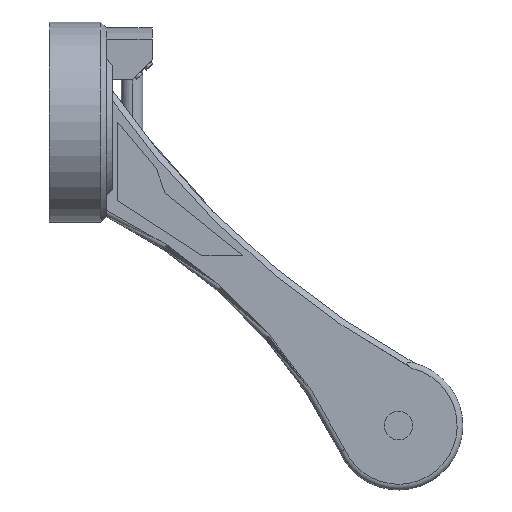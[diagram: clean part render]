
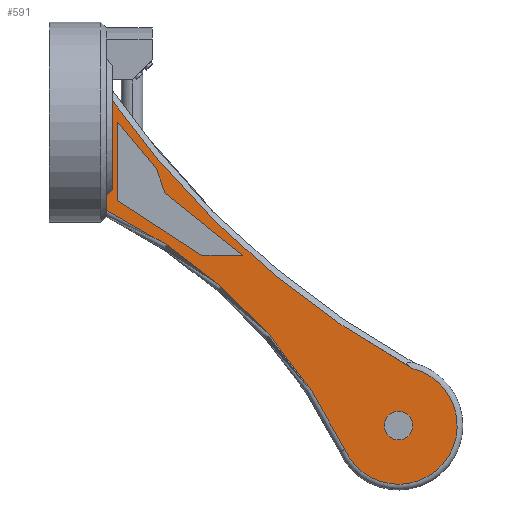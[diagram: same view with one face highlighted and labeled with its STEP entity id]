
A CAD part, left-side view. The second image highlights one B-rep face of the part: STEP entity #591.
In plain terms, the highlighted planar face has unit normal (-1, 0, 0).
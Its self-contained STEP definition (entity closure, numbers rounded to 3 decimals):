
#24 = VERTEX_POINT ( 'NONE', #2358 ) ;
#72 = ORIENTED_EDGE ( 'NONE', *, *, #1001, .T. ) ;
#84 = CARTESIAN_POINT ( 'NONE',  ( -9., 191.407, 279.975 ) ) ;
#116 = VECTOR ( 'NONE', #1280, 1000. ) ;
#162 = VECTOR ( 'NONE', #1150, 1000. ) ;
#190 = CARTESIAN_POINT ( 'NONE',  ( -9., 191.407, 23.991 ) ) ;
#251 = CARTESIAN_POINT ( 'NONE',  ( -9., -57.102, 80.739 ) ) ;
#261 = FACE_BOUND ( 'NONE', #527, .T. ) ;
#263 = EDGE_CURVE ( 'NONE', #1437, #3467, #3812, .T. ) ;
#279 = EDGE_CURVE ( 'NONE', #2705, #3830, #1682, .T. ) ;
#384 = LINE ( 'NONE', #2236, #1784 ) ;
#386 = CARTESIAN_POINT ( 'NONE',  ( -9., -24.912, 20.668 ) ) ;
#389 = CARTESIAN_POINT ( 'NONE',  ( -9., -79.136, 103.27 ) ) ;
#426 = VECTOR ( 'NONE', #2307, 1000. ) ;
#469 = CARTESIAN_POINT ( 'NONE',  ( -9., 191.407, 22. ) ) ;
#478 = VECTOR ( 'NONE', #3528, 1000. ) ;
#527 = EDGE_LOOP ( 'NONE', ( #3758, #72, #867, #1325, #2439, #2125 ) ) ;
#530 = CARTESIAN_POINT ( 'NONE',  ( -9., -16.252, 37.449 ) ) ;
#559 = ORIENTED_EDGE ( 'NONE', *, *, #1418, .F. ) ;
#591 = ADVANCED_FACE ( 'NONE', ( #261, #1500, #1265 ), #2201, .F. ) ;
#596 = EDGE_CURVE ( 'NONE', #3467, #3636, #3714, .T. ) ;
#600 = AXIS2_PLACEMENT_3D ( 'NONE', #84, #3790, #2294 ) ;
#604 = CARTESIAN_POINT ( 'NONE',  ( -9., -27.355, 23.991 ) ) ;
#644 = CARTESIAN_POINT ( 'NONE',  ( -9., -13.325, 22. ) ) ;
#692 = CARTESIAN_POINT ( 'NONE',  ( -9., -24.86, 40.523 ) ) ;
#694 = DIRECTION ( 'NONE',  ( -1., 0., 0. ) ) ;
#696 = CARTESIAN_POINT ( 'NONE',  ( -9., -13.325, 22. ) ) ;
#744 = EDGE_CURVE ( 'NONE', #1732, #3831, #1374, .T. ) ;
#775 = ORIENTED_EDGE ( 'NONE', *, *, #744, .T. ) ;
#800 = VECTOR ( 'NONE', #3719, 1000. ) ;
#867 = ORIENTED_EDGE ( 'NONE', *, *, #2046, .T. ) ;
#886 = CARTESIAN_POINT ( 'NONE',  ( -9., -30.774, 20. ) ) ;
#932 = ORIENTED_EDGE ( 'NONE', *, *, #2725, .T. ) ;
#943 = VERTEX_POINT ( 'NONE', #2179 ) ;
#969 = CARTESIAN_POINT ( 'NONE',  ( -9., -86.097, 127.051 ) ) ;
#978 = DIRECTION ( 'NONE',  ( 0., 1., 0. ) ) ;
#980 = DIRECTION ( 'NONE',  ( 0., 1., 0. ) ) ;
#1001 = EDGE_CURVE ( 'NONE', #1477, #1345, #2197, .T. ) ;
#1027 = CARTESIAN_POINT ( 'NONE',  ( -9., -25.62, 20. ) ) ;
#1045 = AXIS2_PLACEMENT_3D ( 'NONE', #1071, #2918, #3468 ) ;
#1071 = CARTESIAN_POINT ( 'NONE',  ( -9., -105.963, 121.994 ) ) ;
#1115 = EDGE_CURVE ( 'NONE', #1975, #2628, #1612, .T. ) ;
#1139 = EDGE_CURVE ( 'NONE', #24, #3350, #2272, .T. ) ;
#1150 = DIRECTION ( 'NONE',  ( 0., 1., 0. ) ) ;
#1215 = VERTEX_POINT ( 'NONE', #2279 ) ;
#1265 = FACE_OUTER_BOUND ( 'NONE', #1333, .T. ) ;
#1280 = DIRECTION ( 'NONE',  ( 0., -0.77, 0.638 ) ) ;
#1288 = CARTESIAN_POINT ( 'NONE',  ( -9., 0., 23.991 ) ) ;
#1325 = ORIENTED_EDGE ( 'NONE', *, *, #1115, .T. ) ;
#1333 = EDGE_LOOP ( 'NONE', ( #3158, #2492, #775, #2511, #559, #932, #3838, #1705 ) ) ;
#1345 = VERTEX_POINT ( 'NONE', #530 ) ;
#1374 = CIRCLE ( 'NONE', #2905, 20.5 ) ;
#1408 = CARTESIAN_POINT ( 'NONE',  ( -9., -46.52, 67.539 ) ) ;
#1414 = CARTESIAN_POINT ( 'NONE',  ( -9., -110.963, 121.994 ) ) ;
#1418 = EDGE_CURVE ( 'NONE', #943, #1215, #2165, .T. ) ;
#1437 = VERTEX_POINT ( 'NONE', #696 ) ;
#1467 = CARTESIAN_POINT ( 'NONE',  ( -9., -46.52, 279.975 ) ) ;
#1477 = VERTEX_POINT ( 'NONE', #1288 ) ;
#1500 = FACE_BOUND ( 'NONE', #2778, .T. ) ;
#1552 = LINE ( 'NONE', #644, #800 ) ;
#1578 = EDGE_CURVE ( 'NONE', #3831, #1215, #3937, .T. ) ;
#1584 = DIRECTION ( 'NONE',  ( 1., 0., 0. ) ) ;
#1610 = EDGE_CURVE ( 'NONE', #3350, #24, #3352, .T. ) ;
#1612 = LINE ( 'NONE', #251, #1959 ) ;
#1682 = LINE ( 'NONE', #389, #2115 ) ;
#1705 = ORIENTED_EDGE ( 'NONE', *, *, #596, .T. ) ;
#1715 = DIRECTION ( 'NONE',  ( 0., 1., 0. ) ) ;
#1732 = VERTEX_POINT ( 'NONE', #2637 ) ;
#1766 = AXIS2_PLACEMENT_3D ( 'NONE', #3718, #2171, #3309 ) ;
#1784 = VECTOR ( 'NONE', #3804, 1000. ) ;
#1803 = CARTESIAN_POINT ( 'NONE',  ( -9., -23.49, 22. ) ) ;
#1903 = CARTESIAN_POINT ( 'NONE',  ( -9., -12.203, 34.096 ) ) ;
#1926 = CARTESIAN_POINT ( 'NONE',  ( -9., -24.202, 21.335 ) ) ;
#1947 = DIRECTION ( 'NONE',  ( 0., -1., 0. ) ) ;
#1959 = VECTOR ( 'NONE', #3453, 1000. ) ;
#1975 = VERTEX_POINT ( 'NONE', #692 ) ;
#2046 = EDGE_CURVE ( 'NONE', #1345, #1975, #384, .T. ) ;
#2090 = ORIENTED_EDGE ( 'NONE', *, *, #1610, .F. ) ;
#2115 = VECTOR ( 'NONE', #2242, 1000. ) ;
#2125 = ORIENTED_EDGE ( 'NONE', *, *, #279, .T. ) ;
#2165 = LINE ( 'NONE', #3430, #2979 ) ;
#2171 = DIRECTION ( 'NONE',  ( -1., 0., 0. ) ) ;
#2179 = CARTESIAN_POINT ( 'NONE',  ( -9., -13.325, 20. ) ) ;
#2186 = EDGE_CURVE ( 'NONE', #3830, #1477, #3011, .T. ) ;
#2190 = CARTESIAN_POINT ( 'NONE',  ( -9., -46.52, 53.333 ) ) ;
#2197 = LINE ( 'NONE', #1903, #116 ) ;
#2201 = PLANE ( 'NONE',  #3094 ) ;
#2236 = CARTESIAN_POINT ( 'NONE',  ( -9., 91.1, -0.891 ) ) ;
#2242 = DIRECTION ( 'NONE',  ( 0., 0.547, -0.837 ) ) ;
#2272 = CIRCLE ( 'NONE', #1766, 5. ) ;
#2279 = CARTESIAN_POINT ( 'NONE',  ( -9., 10.279, 20. ) ) ;
#2294 = DIRECTION ( 'NONE',  ( 0., 1., 0. ) ) ;
#2296 = VECTOR ( 'NONE', #1947, 1000. ) ;
#2307 = DIRECTION ( 'NONE',  ( 0., 1., 0. ) ) ;
#2358 = CARTESIAN_POINT ( 'NONE',  ( -9., -100.963, 121.994 ) ) ;
#2439 = ORIENTED_EDGE ( 'NONE', *, *, #2583, .T. ) ;
#2492 = ORIENTED_EDGE ( 'NONE', *, *, #3443, .T. ) ;
#2511 = ORIENTED_EDGE ( 'NONE', *, *, #1578, .T. ) ;
#2583 = EDGE_CURVE ( 'NONE', #2628, #2705, #2942, .T. ) ;
#2628 = VERTEX_POINT ( 'NONE', #1408 ) ;
#2637 = CARTESIAN_POINT ( 'NONE',  ( -9., -114.262, 103.249 ) ) ;
#2689 = VERTEX_POINT ( 'NONE', #886 ) ;
#2705 = VERTEX_POINT ( 'NONE', #2190 ) ;
#2713 = DIRECTION ( 'NONE',  ( 0., 1., 0. ) ) ;
#2725 = EDGE_CURVE ( 'NONE', #943, #1437, #1552, .T. ) ;
#2778 = EDGE_LOOP ( 'NONE', ( #3494, #2090 ) ) ;
#2861 = CARTESIAN_POINT ( 'NONE',  ( -9., -25.62, 20. ) ) ;
#2905 = AXIS2_PLACEMENT_3D ( 'NONE', #3447, #694, #1715 ) ;
#2918 = DIRECTION ( 'NONE',  ( -1., 0., 0. ) ) ;
#2942 = LINE ( 'NONE', #1467, #478 ) ;
#2979 = VECTOR ( 'NONE', #980, 1000. ) ;
#2989 = CARTESIAN_POINT ( 'NONE',  ( -9., -192.088, -58.289 ) ) ;
#3011 = LINE ( 'NONE', #190, #426 ) ;
#3032 = CARTESIAN_POINT ( 'NONE',  ( -9., -23.49, 22. ) ) ;
#3094 = AXIS2_PLACEMENT_3D ( 'NONE', #3409, #1584, #978 ) ;
#3158 = ORIENTED_EDGE ( 'NONE', *, *, #3385, .F. ) ;
#3290 = CARTESIAN_POINT ( 'NONE',  ( -9., -33., 20. ) ) ;
#3309 = DIRECTION ( 'NONE',  ( 0., 1., 0. ) ) ;
#3312 = DIRECTION ( 'NONE',  ( 1., 0., 0. ) ) ;
#3350 = VERTEX_POINT ( 'NONE', #1414 ) ;
#3352 = CIRCLE ( 'NONE', #1045, 5. ) ;
#3385 = EDGE_CURVE ( 'NONE', #2689, #3636, #3557, .T. ) ;
#3409 = CARTESIAN_POINT ( 'NONE',  ( -9., 191.407, 279.975 ) ) ;
#3430 = CARTESIAN_POINT ( 'NONE',  ( -9., -33., 20. ) ) ;
#3443 = EDGE_CURVE ( 'NONE', #2689, #1732, #3504, .T. ) ;
#3447 = CARTESIAN_POINT ( 'NONE',  ( -9., -105.963, 121.994 ) ) ;
#3453 = DIRECTION ( 'NONE',  ( 0., -0.626, 0.78 ) ) ;
#3467 = VERTEX_POINT ( 'NONE', #3032 ) ;
#3468 = DIRECTION ( 'NONE',  ( 0., 1., 0. ) ) ;
#3494 = ORIENTED_EDGE ( 'NONE', *, *, #1139, .F. ) ;
#3504 = CIRCLE ( 'NONE', #3769, 179.308 ) ;
#3528 = DIRECTION ( 'NONE',  ( 0., 0., -1. ) ) ;
#3557 = LINE ( 'NONE', #3290, #162 ) ;
#3636 = VERTEX_POINT ( 'NONE', #1027 ) ;
#3714 = B_SPLINE_CURVE_WITH_KNOTS ( 'NONE', 3,
 ( #1803, #1926, #386, #2861 ),
 .UNSPECIFIED., .F., .F.,
 ( 4, 4 ),
 ( 0., 0.003 ),
 .UNSPECIFIED. ) ;
#3718 = CARTESIAN_POINT ( 'NONE',  ( -9., -105.963, 121.994 ) ) ;
#3719 = DIRECTION ( 'NONE',  ( 0., 0., 1. ) ) ;
#3758 = ORIENTED_EDGE ( 'NONE', *, *, #2186, .T. ) ;
#3769 = AXIS2_PLACEMENT_3D ( 'NONE', #2989, #3312, #2713 ) ;
#3790 = DIRECTION ( 'NONE',  ( 1., 0., 0. ) ) ;
#3804 = DIRECTION ( 'NONE',  ( 0., -0.942, 0.336 ) ) ;
#3812 = LINE ( 'NONE', #469, #2296 ) ;
#3830 = VERTEX_POINT ( 'NONE', #604 ) ;
#3831 = VERTEX_POINT ( 'NONE', #969 ) ;
#3838 = ORIENTED_EDGE ( 'NONE', *, *, #263, .T. ) ;
#3937 = CIRCLE ( 'NONE', #600, 316.85 ) ;
